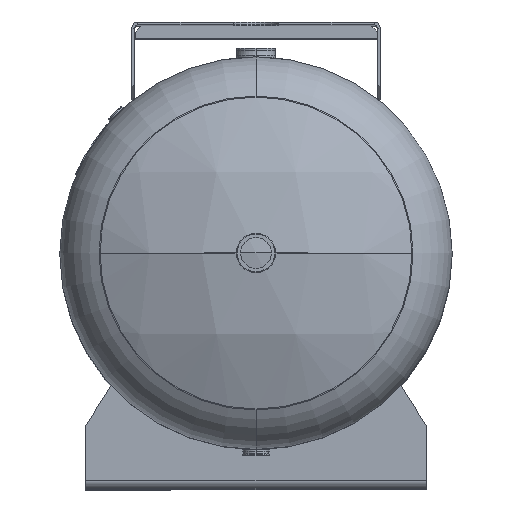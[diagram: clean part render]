
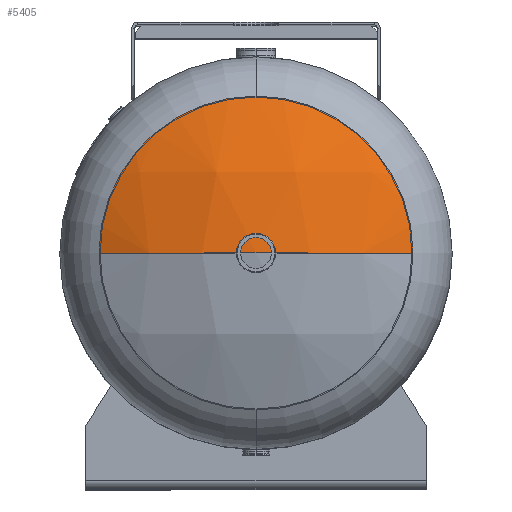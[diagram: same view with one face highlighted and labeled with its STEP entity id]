
A CAD part, top view. The second image highlights one B-rep face of the part: STEP entity #5405.
In plain terms, the highlighted spherical face has radius 685.8 mm.
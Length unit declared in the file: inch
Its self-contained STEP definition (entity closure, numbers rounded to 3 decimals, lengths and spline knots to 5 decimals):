
#115 = CARTESIAN_POINT ( 'NONE',  ( 0., 6.24932, 0. ) ) ;
#1130 = CARTESIAN_POINT ( 'NONE',  ( 0., 6.24932, 0. ) ) ;
#1305 = DIRECTION ( 'NONE',  ( 0., 0., 1. ) ) ;
#1337 = DIRECTION ( 'NONE',  ( 0., -1., 0. ) ) ;
#1988 = DIRECTION ( 'NONE',  ( 0., 0., 1. ) ) ;
#2087 = DIRECTION ( 'NONE',  ( 0., -1., 0. ) ) ;
#2235 = CARTESIAN_POINT ( 'NONE',  ( 12., 6.24932, 0. ) ) ;
#2327 = AXIS2_PLACEMENT_3D ( 'NONE', #1130, #2087, #5287 ) ;
#2383 = VERTEX_POINT ( 'NONE', #12000 ) ;
#3613 = AXIS2_PLACEMENT_3D ( 'NONE', #4564, #1305, #7618 ) ;
#3837 = AXIS2_PLACEMENT_3D ( 'NONE', #115, #1337, #10430 ) ;
#4564 = CARTESIAN_POINT ( 'NONE',  ( 0., -17.93746, 0. ) ) ;
#4859 = EDGE_LOOP ( 'NONE', ( #5345, #13379, #10931, #8160 ) ) ;
#5118 = SPHERICAL_SURFACE ( 'NONE', #6012, 27. ) ;
#5287 = DIRECTION ( 'NONE',  ( 0., 0., -1. ) ) ;
#5318 = CARTESIAN_POINT ( 'NONE',  ( 0., -17.93746, 0. ) ) ;
#5345 = ORIENTED_EDGE ( 'NONE', *, *, #5555, .F. ) ;
#5386 = DIRECTION ( 'NONE',  ( 0., 0., -1. ) ) ;
#5405 = ADVANCED_FACE ( 'NONE', ( #8295 ), #5118, .T. ) ;
#5555 = EDGE_CURVE ( 'NONE', #8189, #2383, #10970, .T. ) ;
#6012 = AXIS2_PLACEMENT_3D ( 'NONE', #11410, #1988, #6271 ) ;
#6271 = DIRECTION ( 'NONE',  ( 1., 0., 0. ) ) ;
#6454 = CIRCLE ( 'NONE', #2327, 12. ) ;
#6697 = CARTESIAN_POINT ( 'NONE',  ( 0., 9.06254, 0. ) ) ;
#7234 = CARTESIAN_POINT ( 'NONE',  ( 0., 6.24932, -12. ) ) ;
#7360 = EDGE_CURVE ( 'NONE', #10081, #11449, #8825, .T. ) ;
#7379 = EDGE_CURVE ( 'NONE', #2383, #10081, #6454, .T. ) ;
#7618 = DIRECTION ( 'NONE',  ( 1., 0., 0. ) ) ;
#8160 = ORIENTED_EDGE ( 'NONE', *, *, #7379, .F. ) ;
#8189 = VERTEX_POINT ( 'NONE', #6697 ) ;
#8295 = FACE_OUTER_BOUND ( 'NONE', #4859, .T. ) ;
#8825 = CIRCLE ( 'NONE', #3837, 12. ) ;
#9528 = CIRCLE ( 'NONE', #12756, 27. ) ;
#10081 = VERTEX_POINT ( 'NONE', #7234 ) ;
#10430 = DIRECTION ( 'NONE',  ( 0., 0., -1. ) ) ;
#10931 = ORIENTED_EDGE ( 'NONE', *, *, #7360, .F. ) ;
#10970 = CIRCLE ( 'NONE', #3613, 27. ) ;
#11410 = CARTESIAN_POINT ( 'NONE',  ( 0., -17.93746, 0. ) ) ;
#11449 = VERTEX_POINT ( 'NONE', #2235 ) ;
#12000 = CARTESIAN_POINT ( 'NONE',  ( -12., 6.24932, 0. ) ) ;
#12024 = EDGE_CURVE ( 'NONE', #8189, #11449, #9528, .T. ) ;
#12756 = AXIS2_PLACEMENT_3D ( 'NONE', #5318, #5386, #12889 ) ;
#12889 = DIRECTION ( 'NONE',  ( -1., 0., 0. ) ) ;
#13379 = ORIENTED_EDGE ( 'NONE', *, *, #12024, .T. ) ;
